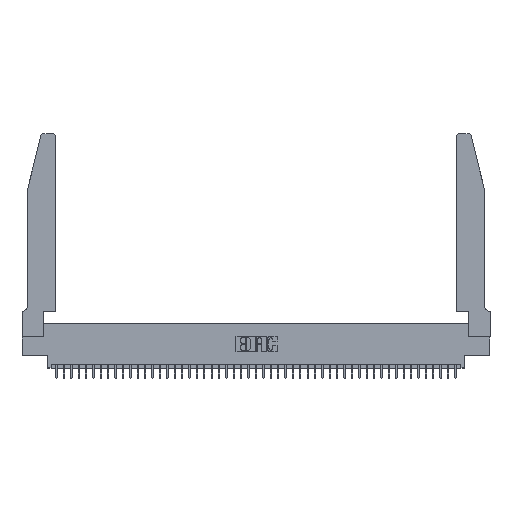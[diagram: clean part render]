
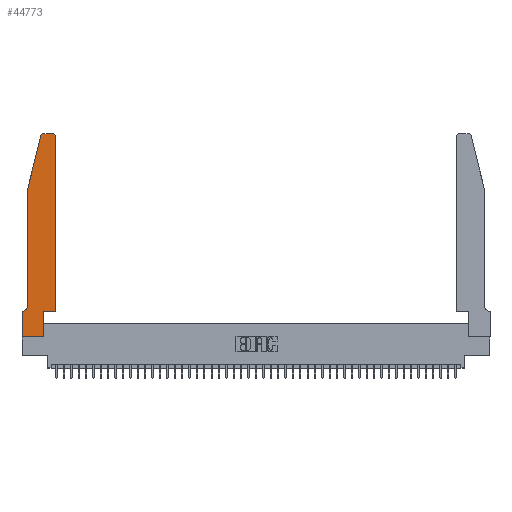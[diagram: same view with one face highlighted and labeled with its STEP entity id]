
A CAD part, top view. The second image highlights one B-rep face of the part: STEP entity #44773.
In plain terms, the highlighted planar face has unit normal (0, 0, 1).
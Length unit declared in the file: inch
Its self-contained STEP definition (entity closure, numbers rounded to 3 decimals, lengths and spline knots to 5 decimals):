
#1862 = CARTESIAN_POINT ( 'NONE',  ( 0.0055, 0.42, 0.37 ) ) ;
#2155 = LINE ( 'NONE', #16258, #39520 ) ;
#2365 = EDGE_CURVE ( 'NONE', #35869, #26394, #3199, .T. ) ;
#2690 = DIRECTION ( 'NONE',  ( 1., 0., 0. ) ) ;
#3000 = CARTESIAN_POINT ( 'NONE',  ( 0., 0., 0.37 ) ) ;
#3199 = LINE ( 'NONE', #42674, #23139 ) ;
#3742 = VECTOR ( 'NONE', #13272, 39.37008 ) ;
#3770 = VERTEX_POINT ( 'NONE', #10233 ) ;
#3855 = DIRECTION ( 'NONE',  ( 0., 0., 1. ) ) ;
#4152 = VECTOR ( 'NONE', #8906, 39.37008 ) ;
#4189 = EDGE_CURVE ( 'NONE', #14786, #34428, #5985, .T. ) ;
#4251 = EDGE_CURVE ( 'NONE', #34428, #15281, #9748, .T. ) ;
#4582 = VERTEX_POINT ( 'NONE', #27314 ) ;
#4700 = CARTESIAN_POINT ( 'NONE',  ( 0.2605, 2.75, 0.37 ) ) ;
#4877 = VECTOR ( 'NONE', #32953, 39.37008 ) ;
#5382 = DIRECTION ( 'NONE',  ( 0., 0., -1. ) ) ;
#5734 = DIRECTION ( 'NONE',  ( 1., 0., 0. ) ) ;
#5985 = LINE ( 'NONE', #20550, #3742 ) ;
#6039 = ORIENTED_EDGE ( 'NONE', *, *, #2365, .T. ) ;
#6615 = CARTESIAN_POINT ( 'NONE',  ( 0.4505, 2.72, 0.37 ) ) ;
#7057 = CARTESIAN_POINT ( 'NONE',  ( 0.4505, 0.35, 0.37 ) ) ;
#8205 = ORIENTED_EDGE ( 'NONE', *, *, #31251, .T. ) ;
#8635 = DIRECTION ( 'NONE',  ( -1., 0., 0. ) ) ;
#8906 = DIRECTION ( 'NONE',  ( -1., 0., 0. ) ) ;
#9081 = EDGE_CURVE ( 'NONE', #36593, #20101, #46214, .T. ) ;
#9748 = CIRCLE ( 'NONE', #15780, 0.03 ) ;
#9784 = DIRECTION ( 'NONE',  ( 0., 0., 1. ) ) ;
#9956 = CARTESIAN_POINT ( 'NONE',  ( 0.0755, 0.42, 0.37 ) ) ;
#10154 = CIRCLE ( 'NONE', #32700, 0.07 ) ;
#10233 = CARTESIAN_POINT ( 'NONE',  ( 0.0055, 0.35, 0.37 ) ) ;
#10648 = ORIENTED_EDGE ( 'NONE', *, *, #4251, .T. ) ;
#11408 = EDGE_CURVE ( 'NONE', #29250, #35869, #2155, .T. ) ;
#11931 = ORIENTED_EDGE ( 'NONE', *, *, #11408, .T. ) ;
#13086 = CARTESIAN_POINT ( 'NONE',  ( 0.284, 2.72, 0.37 ) ) ;
#13259 = LINE ( 'NONE', #23839, #46006 ) ;
#13272 = DIRECTION ( 'NONE',  ( 0., 1., 0. ) ) ;
#13523 = ORIENTED_EDGE ( 'NONE', *, *, #9081, .T. ) ;
#13936 = CARTESIAN_POINT ( 'NONE',  ( 0.25487, 2.72718, 0.37 ) ) ;
#14013 = DIRECTION ( 'NONE',  ( 0., -1., 0. ) ) ;
#14045 = VECTOR ( 'NONE', #8635, 39.37008 ) ;
#14786 = VERTEX_POINT ( 'NONE', #7057 ) ;
#14805 = CARTESIAN_POINT ( 'NONE',  ( 0., 0., 0.37 ) ) ;
#15211 = VERTEX_POINT ( 'NONE', #42278 ) ;
#15248 = CARTESIAN_POINT ( 'NONE',  ( 0.0755, 0.35, 0.37 ) ) ;
#15277 = DIRECTION ( 'NONE',  ( -1., 0., 0. ) ) ;
#15281 = VERTEX_POINT ( 'NONE', #39451 ) ;
#15780 = AXIS2_PLACEMENT_3D ( 'NONE', #21461, #3855, #39816 ) ;
#15998 = EDGE_CURVE ( 'NONE', #27020, #14786, #13259, .T. ) ;
#16258 = CARTESIAN_POINT ( 'NONE',  ( 0.0755, 2., 0.37 ) ) ;
#16316 = VECTOR ( 'NONE', #35410, 39.37008 ) ;
#16912 = LINE ( 'NONE', #31235, #30669 ) ;
#16944 = DIRECTION ( 'NONE',  ( -0.239, -0.971, 0. ) ) ;
#17606 = DIRECTION ( 'NONE',  ( 0., 1., 0. ) ) ;
#17975 = CIRCLE ( 'NONE', #22477, 0.03 ) ;
#18521 = LINE ( 'NONE', #15248, #14045 ) ;
#19459 = DIRECTION ( 'NONE',  ( 1., 0., 0. ) ) ;
#20101 = VERTEX_POINT ( 'NONE', #14805 ) ;
#20433 = ORIENTED_EDGE ( 'NONE', *, *, #15998, .T. ) ;
#20550 = CARTESIAN_POINT ( 'NONE',  ( 0.4505, 0.35, 0.37 ) ) ;
#20631 = EDGE_CURVE ( 'NONE', #20101, #4582, #41181, .T. ) ;
#21461 = CARTESIAN_POINT ( 'NONE',  ( 0.4205, 2.72, 0.37 ) ) ;
#22477 = AXIS2_PLACEMENT_3D ( 'NONE', #13086, #9784, #19459 ) ;
#22913 = EDGE_CURVE ( 'NONE', #3770, #36593, #18521, .T. ) ;
#23139 = VECTOR ( 'NONE', #14013, 39.37008 ) ;
#23404 = ORIENTED_EDGE ( 'NONE', *, *, #4189, .T. ) ;
#23839 = CARTESIAN_POINT ( 'NONE',  ( 0.4505, 0.35, 0.37 ) ) ;
#24171 = EDGE_LOOP ( 'NONE', ( #8205, #25670, #11931, #6039, #27668, #34193, #13523, #29897, #44326, #20433, #23404, #10648 ) ) ;
#24382 = CARTESIAN_POINT ( 'NONE',  ( 0., 0.35, 0.37 ) ) ;
#24525 = DIRECTION ( 'NONE',  ( 0., 0., 1. ) ) ;
#25670 = ORIENTED_EDGE ( 'NONE', *, *, #37900, .T. ) ;
#26394 = VERTEX_POINT ( 'NONE', #9956 ) ;
#26750 = EDGE_CURVE ( 'NONE', #4582, #27020, #16912, .T. ) ;
#27020 = VERTEX_POINT ( 'NONE', #43446 ) ;
#27314 = CARTESIAN_POINT ( 'NONE',  ( 0.2865, 0., 0.37 ) ) ;
#27668 = ORIENTED_EDGE ( 'NONE', *, *, #30094, .T. ) ;
#28368 = AXIS2_PLACEMENT_3D ( 'NONE', #35101, #24525, #2690 ) ;
#29250 = VERTEX_POINT ( 'NONE', #13936 ) ;
#29897 = ORIENTED_EDGE ( 'NONE', *, *, #20631, .T. ) ;
#30094 = EDGE_CURVE ( 'NONE', #26394, #3770, #10154, .T. ) ;
#30669 = VECTOR ( 'NONE', #17606, 39.37008 ) ;
#31235 = CARTESIAN_POINT ( 'NONE',  ( 0.2865, 0.35, 0.37 ) ) ;
#31251 = EDGE_CURVE ( 'NONE', #15281, #15211, #44177, .T. ) ;
#32700 = AXIS2_PLACEMENT_3D ( 'NONE', #1862, #5382, #15277 ) ;
#32953 = DIRECTION ( 'NONE',  ( 1., 0., 0. ) ) ;
#33404 = CARTESIAN_POINT ( 'NONE',  ( 0.0755, 2., 0.37 ) ) ;
#34193 = ORIENTED_EDGE ( 'NONE', *, *, #22913, .T. ) ;
#34428 = VERTEX_POINT ( 'NONE', #6615 ) ;
#35101 = CARTESIAN_POINT ( 'NONE',  ( 0., 0.35, 0.37 ) ) ;
#35410 = DIRECTION ( 'NONE',  ( 0., -1., 0. ) ) ;
#35869 = VERTEX_POINT ( 'NONE', #33404 ) ;
#36593 = VERTEX_POINT ( 'NONE', #24382 ) ;
#37900 = EDGE_CURVE ( 'NONE', #15211, #29250, #17975, .T. ) ;
#39451 = CARTESIAN_POINT ( 'NONE',  ( 0.4205, 2.75, 0.37 ) ) ;
#39520 = VECTOR ( 'NONE', #16944, 39.37008 ) ;
#39816 = DIRECTION ( 'NONE',  ( 1., 0., 0. ) ) ;
#41181 = LINE ( 'NONE', #43999, #4877 ) ;
#42278 = CARTESIAN_POINT ( 'NONE',  ( 0.284, 2.75, 0.37 ) ) ;
#42674 = CARTESIAN_POINT ( 'NONE',  ( 0.0755, 2., 0.37 ) ) ;
#42866 = PLANE ( 'NONE',  #28368 ) ;
#43446 = CARTESIAN_POINT ( 'NONE',  ( 0.2865, 0.35, 0.37 ) ) ;
#43999 = CARTESIAN_POINT ( 'NONE',  ( 0., 0., 0.37 ) ) ;
#44177 = LINE ( 'NONE', #4700, #4152 ) ;
#44326 = ORIENTED_EDGE ( 'NONE', *, *, #26750, .T. ) ;
#44773 = ADVANCED_FACE ( 'NONE', ( #46136 ), #42866, .T. ) ;
#46006 = VECTOR ( 'NONE', #5734, 39.37008 ) ;
#46136 = FACE_OUTER_BOUND ( 'NONE', #24171, .T. ) ;
#46214 = LINE ( 'NONE', #3000, #16316 ) ;
